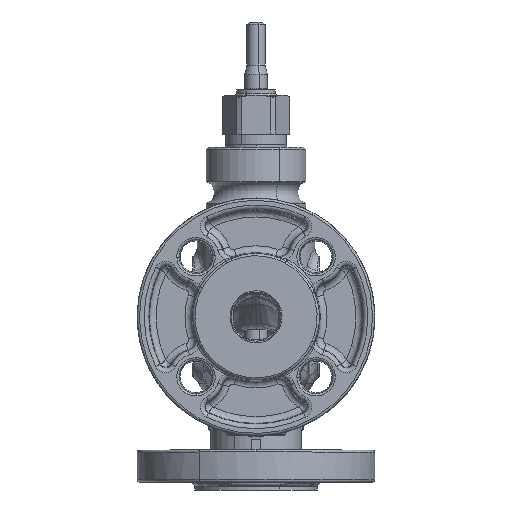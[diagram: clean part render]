
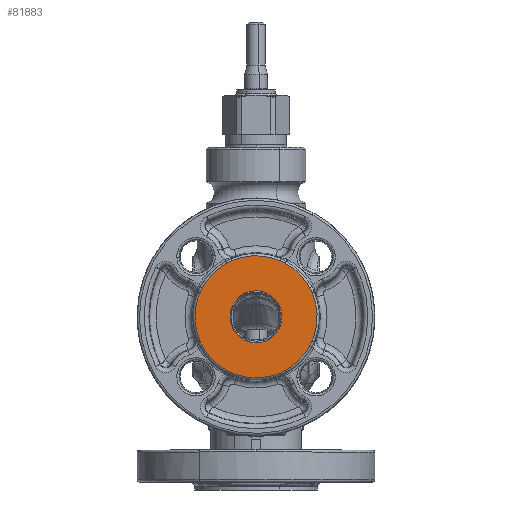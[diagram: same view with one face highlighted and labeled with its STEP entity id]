
A CAD part, front view. The second image highlights one B-rep face of the part: STEP entity #81883.
In plain terms, the highlighted face is planar.
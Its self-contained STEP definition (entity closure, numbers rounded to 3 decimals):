
#81753=CARTESIAN_POINT('Vertex',(1.5,27.,0.)) ;
#81767=CARTESIAN_POINT('Vertex',(1.5,-27.,0.)) ;
#81770=CARTESIAN_POINT('Axis2P3D Location',(1.5,0.,0.)) ;
#81787=CARTESIAN_POINT('Axis2P3D Location',(1.5,0.,0.)) ;
#81804=CARTESIAN_POINT('Axis2P3D Location',(1.5,0.,0.)) ;
#81808=CARTESIAN_POINT('Vertex',(1.5,-11.5,0.)) ;
#81810=CARTESIAN_POINT('Vertex',(1.5,11.5,0.)) ;
#81839=CARTESIAN_POINT('Axis2P3D Location',(1.5,0.,0.)) ;
#81870=CARTESIAN_POINT('Axis2P3D Location',(1.5,0.,0.)) ;
#81771=DIRECTION('Axis2P3D Direction',(1.,0.,0.)) ;
#81788=DIRECTION('Axis2P3D Direction',(1.,0.,0.)) ;
#81805=DIRECTION('Axis2P3D Direction',(1.,0.,0.)) ;
#81840=DIRECTION('Axis2P3D Direction',(1.,0.,0.)) ;
#81871=DIRECTION('Axis2P3D Direction',(1.,0.,0.)) ;
#81872=DIRECTION('Axis2P3D XDirection',(0.,1.,0.)) ;
#81772=AXIS2_PLACEMENT_3D('Circle Axis2P3D',#81770,#81771,$) ;
#81789=AXIS2_PLACEMENT_3D('Circle Axis2P3D',#81787,#81788,$) ;
#81806=AXIS2_PLACEMENT_3D('Circle Axis2P3D',#81804,#81805,$) ;
#81841=AXIS2_PLACEMENT_3D('Circle Axis2P3D',#81839,#81840,$) ;
#81873=AXIS2_PLACEMENT_3D('Plane Axis2P3D',#81870,#81871,#81872) ;
#81876=ORIENTED_EDGE('',*,*,#81774,.T.) ;
#81877=ORIENTED_EDGE('',*,*,#81791,.T.) ;
#81880=ORIENTED_EDGE('',*,*,#81812,.F.) ;
#81881=ORIENTED_EDGE('',*,*,#81843,.F.) ;
#81882=FACE_BOUND('',#81879,.T.) ;
#81883=ADVANCED_FACE('PartBody',(#81878,#81882),#81874,.T.) ;
#81773=CIRCLE('generated circle',#81772,27.) ;
#81790=CIRCLE('generated circle',#81789,27.) ;
#81807=CIRCLE('generated circle',#81806,11.5) ;
#81842=CIRCLE('generated circle',#81841,11.5) ;
#81774=EDGE_CURVE('',#81754,#81768,#81773,.T.) ;
#81791=EDGE_CURVE('',#81768,#81754,#81790,.T.) ;
#81812=EDGE_CURVE('',#81809,#81811,#81807,.T.) ;
#81843=EDGE_CURVE('',#81811,#81809,#81842,.T.) ;
#81875=EDGE_LOOP('',(#81876,#81877)) ;
#81879=EDGE_LOOP('',(#81880,#81881)) ;
#81878=FACE_OUTER_BOUND('',#81875,.T.) ;
#81874=PLANE('',#81873) ;
#81754=VERTEX_POINT('',#81753) ;
#81768=VERTEX_POINT('',#81767) ;
#81809=VERTEX_POINT('',#81808) ;
#81811=VERTEX_POINT('',#81810) ;
